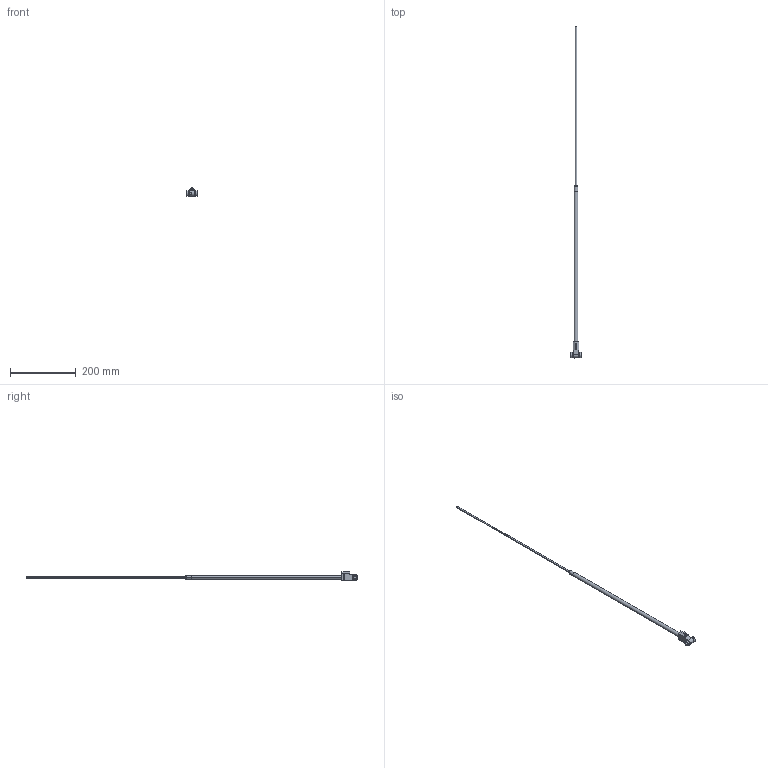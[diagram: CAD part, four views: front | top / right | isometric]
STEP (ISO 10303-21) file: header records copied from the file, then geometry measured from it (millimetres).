
FILE_DESCRIPTION (( 'STEP AP214' ), '1' );
FILE_NAME ('FC340500.STEP', '2018-06-28T08:15:24', ( '' ), ( '' ), 'SwSTEP 2.0', 'SolidWorks 2017', '' );
FILE_SCHEMA (( 'AUTOMOTIVE_DESIGN' ));
Length unit declared in the file: millimetre
Products named in the file (8): 9FC340400-M; 9FC340400-TI; 9FC340400-BASE; FC340500; 1BOLAØ6; 3JT11X2,5-VIT; 1DIN912416_DIN 912 M4 x 16 --- 16C; 9FC340500-TE
Assembly tree (8 placements, depth 2):
  FC340500
    9FC340400-BASE
    9FC340400-TI  x2
    9FC340500-TE
    1DIN912416_DIN 912 M4 x 16 --- 16C
    3JT11X2,5-VIT
    1BOLAØ6
    9FC340400-M
Bounding box: 32 x 1013.15 x 27 mm (x, y, z)
Volume: 49985 mm3; surface area: 71540.6 mm2
Topology: 8 solids, 8 shells, 209 faces, 478 edges, 285 vertices
Faces by surface type: plane 78, cylinder 70, cone 31, torus 22, bspline 6, sphere 2
Entity records: 8001 total; most frequent: CARTESIAN_POINT 2911, DIRECTION 1057, ORIENTED_EDGE 918, EDGE_CURVE 459, AXIS2_PLACEMENT_3D 422, VERTEX_POINT 274, EDGE_LOOP 227, CIRCLE 214
